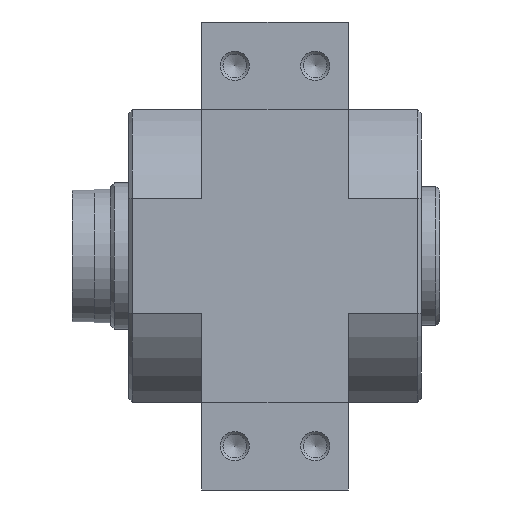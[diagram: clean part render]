
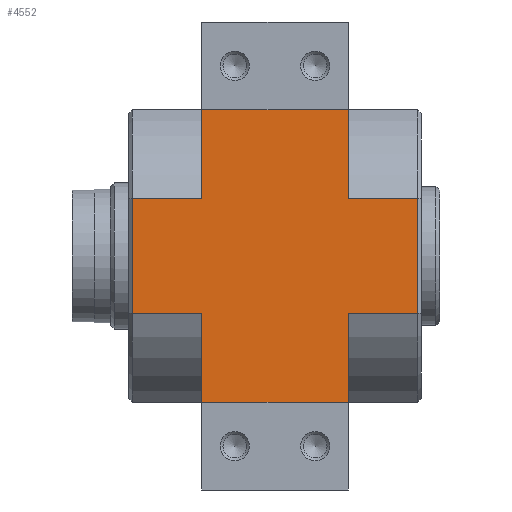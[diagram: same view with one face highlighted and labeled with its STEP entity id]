
A CAD part, left-side view. The second image highlights one B-rep face of the part: STEP entity #4552.
In plain terms, the highlighted planar face has unit normal (-1, 0, 0).
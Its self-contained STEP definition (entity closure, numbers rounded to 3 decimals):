
#289=LINE('',#6783,#537);
#297=LINE('',#6850,#545);
#304=LINE('',#6909,#552);
#305=LINE('',#6912,#553);
#306=LINE('',#6913,#554);
#307=LINE('',#6915,#555);
#308=LINE('',#6917,#556);
#309=LINE('',#6919,#557);
#310=LINE('',#6921,#558);
#311=LINE('',#6922,#559);
#312=LINE('',#6924,#560);
#313=LINE('',#6926,#561);
#537=VECTOR('',#5403,1000.);
#545=VECTOR('',#5431,1000.);
#552=VECTOR('',#5458,1000.);
#553=VECTOR('',#5459,1000.);
#554=VECTOR('',#5460,1000.);
#555=VECTOR('',#5461,1000.);
#556=VECTOR('',#5462,1000.);
#557=VECTOR('',#5463,1000.);
#558=VECTOR('',#5464,1000.);
#559=VECTOR('',#5465,1000.);
#560=VECTOR('',#5466,1000.);
#561=VECTOR('',#5467,1000.);
#867=ORIENTED_EDGE('',*,*,#1888,.T.);
#868=ORIENTED_EDGE('',*,*,#1889,.T.);
#869=ORIENTED_EDGE('',*,*,#1848,.F.);
#870=ORIENTED_EDGE('',*,*,#1890,.T.);
#871=ORIENTED_EDGE('',*,*,#1891,.T.);
#872=ORIENTED_EDGE('',*,*,#1892,.F.);
#873=ORIENTED_EDGE('',*,*,#1893,.T.);
#874=ORIENTED_EDGE('',*,*,#1894,.T.);
#875=ORIENTED_EDGE('',*,*,#1869,.T.);
#876=ORIENTED_EDGE('',*,*,#1895,.T.);
#877=ORIENTED_EDGE('',*,*,#1896,.T.);
#878=ORIENTED_EDGE('',*,*,#1897,.T.);
#1848=EDGE_CURVE('',#2360,#2361,#289,.T.);
#1869=EDGE_CURVE('',#2378,#2377,#297,.T.);
#1888=EDGE_CURVE('',#2392,#2393,#304,.T.);
#1889=EDGE_CURVE('',#2393,#2361,#305,.F.);
#1890=EDGE_CURVE('',#2360,#2394,#306,.T.);
#1891=EDGE_CURVE('',#2394,#2395,#307,.T.);
#1892=EDGE_CURVE('',#2396,#2395,#308,.T.);
#1893=EDGE_CURVE('',#2396,#2397,#309,.T.);
#1894=EDGE_CURVE('',#2397,#2378,#310,.F.);
#1895=EDGE_CURVE('',#2377,#2398,#311,.T.);
#1896=EDGE_CURVE('',#2398,#2399,#312,.T.);
#1897=EDGE_CURVE('',#2399,#2392,#313,.T.);
#2360=VERTEX_POINT('',#6782);
#2361=VERTEX_POINT('',#6784);
#2377=VERTEX_POINT('',#6849);
#2378=VERTEX_POINT('',#6851);
#2392=VERTEX_POINT('',#6910);
#2393=VERTEX_POINT('',#6911);
#2394=VERTEX_POINT('',#6914);
#2395=VERTEX_POINT('',#6916);
#2396=VERTEX_POINT('',#6918);
#2397=VERTEX_POINT('',#6920);
#2398=VERTEX_POINT('',#6923);
#2399=VERTEX_POINT('',#6925);
#2957=EDGE_LOOP('',(#867,#868,#869,#870,#871,#872,#873,#874,#875,#876,#877,
#878));
#3355=FACE_BOUND('',#2957,.T.);
#3750=PLANE('',#4873);
#4552=ADVANCED_FACE('',(#3355),#3750,.F.);
#4873=AXIS2_PLACEMENT_3D('',#6908,#5456,#5457);
#5403=DIRECTION('',(0.,0.,-1.));
#5431=DIRECTION('',(0.,0.,-1.));
#5456=DIRECTION('',(1.,0.,0.));
#5457=DIRECTION('',(0.,0.,-1.));
#5458=DIRECTION('',(0.,0.,1.));
#5459=DIRECTION('',(0.,1.,0.));
#5460=DIRECTION('',(0.,1.,0.));
#5461=DIRECTION('',(0.,0.,1.));
#5462=DIRECTION('',(0.,-1.,0.));
#5463=DIRECTION('',(0.,0.,-1.));
#5464=DIRECTION('',(0.,-1.,0.));
#5465=DIRECTION('',(0.,-1.,0.));
#5466=DIRECTION('',(0.,0.,-1.));
#5467=DIRECTION('',(0.,-1.,0.));
#6782=CARTESIAN_POINT('',(-20.,-19.5,7.89));
#6783=CARTESIAN_POINT('',(-20.,-19.5,20.));
#6784=CARTESIAN_POINT('',(-20.,-19.5,-7.89));
#6849=CARTESIAN_POINT('',(-20.,19.5,-7.89));
#6850=CARTESIAN_POINT('',(-20.,19.5,20.));
#6851=CARTESIAN_POINT('',(-20.,19.5,7.89));
#6908=CARTESIAN_POINT('',(-20.,19.5,20.));
#6909=CARTESIAN_POINT('',(-20.,-10.,20.));
#6910=CARTESIAN_POINT('',(-20.,-10.,-20.));
#6911=CARTESIAN_POINT('',(-20.,-10.,-7.89));
#6912=CARTESIAN_POINT('',(-20.,-10.,-7.89));
#6913=CARTESIAN_POINT('',(-20.,-10.,7.89));
#6914=CARTESIAN_POINT('',(-20.,-10.,7.89));
#6915=CARTESIAN_POINT('',(-20.,-10.,20.));
#6916=CARTESIAN_POINT('',(-20.,-10.,20.));
#6917=CARTESIAN_POINT('',(-20.,19.5,20.));
#6918=CARTESIAN_POINT('',(-20.,10.,20.));
#6919=CARTESIAN_POINT('',(-20.,10.,20.));
#6920=CARTESIAN_POINT('',(-20.,10.,7.89));
#6921=CARTESIAN_POINT('',(-20.,10.,7.89));
#6922=CARTESIAN_POINT('',(-20.,10.,-7.89));
#6923=CARTESIAN_POINT('',(-20.,10.,-7.89));
#6924=CARTESIAN_POINT('',(-20.,10.,20.));
#6925=CARTESIAN_POINT('',(-20.,10.,-20.));
#6926=CARTESIAN_POINT('',(-20.,19.5,-20.));
